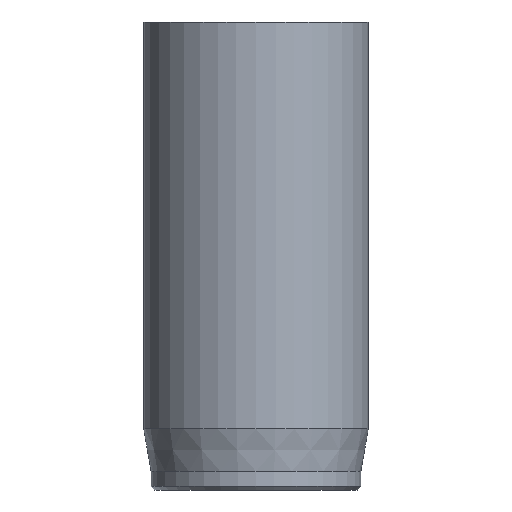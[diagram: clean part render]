
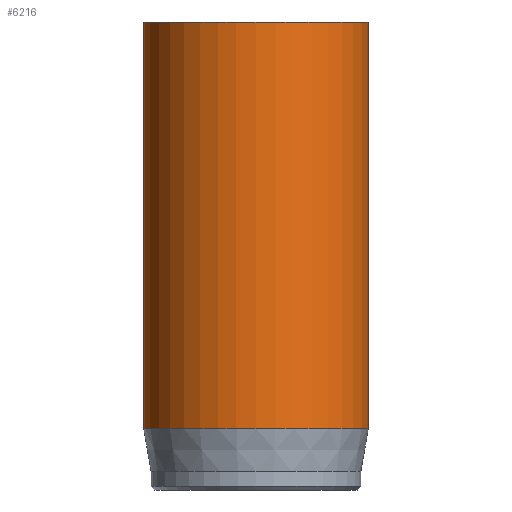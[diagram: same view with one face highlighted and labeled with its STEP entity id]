
A CAD part, front view. The second image highlights one B-rep face of the part: STEP entity #6216.
In plain terms, the highlighted cylindrical face has radius 6 mm (diameter 12 mm), a full revolution.
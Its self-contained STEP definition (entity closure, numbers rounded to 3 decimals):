
#32=CYLINDRICAL_SURFACE('',#6450,6.);
#47=CIRCLE('',#6417,6.);
#63=CIRCLE('',#6448,6.);
#64=CIRCLE('',#6449,6.);
#508=FACE_OUTER_BOUND('',#872,.T.);
#872=EDGE_LOOP('',(#5421,#5422,#5423,#5424,#5425));
#1335=LINE('',#11323,#1816);
#1816=VECTOR('',#7150,6.);
#2814=VERTEX_POINT('',#11262);
#2830=VERTEX_POINT('',#11317);
#2831=VERTEX_POINT('',#11318);
#3686=EDGE_CURVE('',#2814,#2814,#47,.T.);
#3710=EDGE_CURVE('',#2830,#2831,#63,.T.);
#3711=EDGE_CURVE('',#2831,#2830,#64,.T.);
#3713=EDGE_CURVE('',#2814,#2830,#1335,.T.);
#5421=ORIENTED_EDGE('',*,*,#3686,.T.);
#5422=ORIENTED_EDGE('',*,*,#3713,.T.);
#5423=ORIENTED_EDGE('',*,*,#3710,.T.);
#5424=ORIENTED_EDGE('',*,*,#3711,.T.);
#5425=ORIENTED_EDGE('',*,*,#3713,.F.);
#6216=ADVANCED_FACE('',(#508),#32,.T.);
#6417=AXIS2_PLACEMENT_3D('',#11263,#7073,#7074);
#6448=AXIS2_PLACEMENT_3D('',#11319,#7143,#7144);
#6449=AXIS2_PLACEMENT_3D('',#11320,#7145,#7146);
#6450=AXIS2_PLACEMENT_3D('',#11322,#7148,#7149);
#7073=DIRECTION('center_axis',(0.,0.,-1.));
#7074=DIRECTION('ref_axis',(-1.,0.,0.));
#7143=DIRECTION('center_axis',(0.,0.,1.));
#7144=DIRECTION('ref_axis',(-1.,0.,0.));
#7145=DIRECTION('center_axis',(0.,0.,1.));
#7146=DIRECTION('ref_axis',(-1.,0.,0.));
#7148=DIRECTION('center_axis',(0.,0.,1.));
#7149=DIRECTION('ref_axis',(-1.,0.,0.));
#7150=DIRECTION('',(0.,0.,-1.));
#11262=CARTESIAN_POINT('',(6.,0.,25.));
#11263=CARTESIAN_POINT('Origin',(0.,0.,25.));
#11317=CARTESIAN_POINT('',(6.,0.,3.269));
#11318=CARTESIAN_POINT('',(-6.,0.,3.269));
#11319=CARTESIAN_POINT('Origin',(0.,0.,3.269));
#11320=CARTESIAN_POINT('Origin',(0.,0.,3.269));
#11322=CARTESIAN_POINT('Origin',(0.,0.,0.));
#11323=CARTESIAN_POINT('',(6.,0.,0.));
